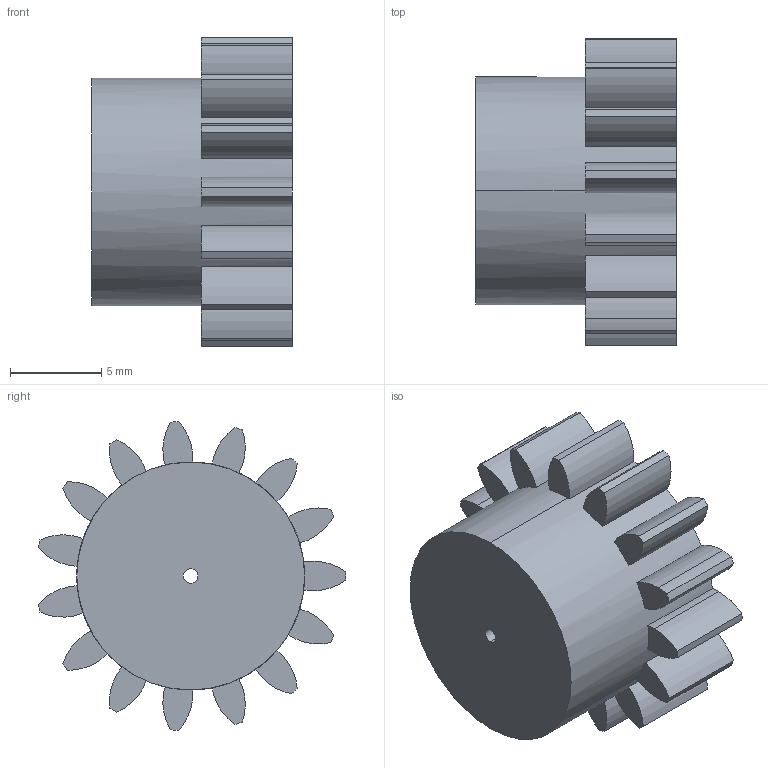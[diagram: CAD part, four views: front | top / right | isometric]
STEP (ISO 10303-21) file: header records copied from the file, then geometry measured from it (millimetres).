
FILE_DESCRIPTION (( 'STEP AP214' ), '1' );
FILE_NAME ('Engrenage 15 D6.STEP', '2018-02-09T12:40:03', ( 'Valentin' ), ( 'Microsoft' ), 'SwSTEP 2.0', 'SolidWorks 2016', '' );
FILE_SCHEMA (( 'AUTOMOTIVE_DESIGN' ));
Length unit declared in the file: millimetre
Products named in the file (1): Engrenage 15 D6
Bounding box: 11 x 16.86 x 16.95 mm (x, y, z)
Volume: 1569.2 mm3; surface area: 1074.7 mm2
Topology: 1 solids, 1 shells, 70 faces, 204 edges, 136 vertices
Faces by surface type: cylinder 53, plane 17
Entity records: 2442 total; most frequent: DIRECTION 482, CARTESIAN_POINT 411, ORIENTED_EDGE 408, AXIS2_PLACEMENT_3D 207, EDGE_CURVE 204, VERTEX_POINT 136, CIRCLE 136, EDGE_LOOP 72
